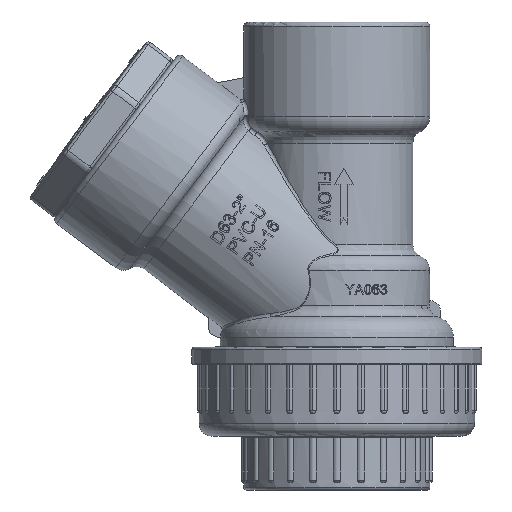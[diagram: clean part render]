
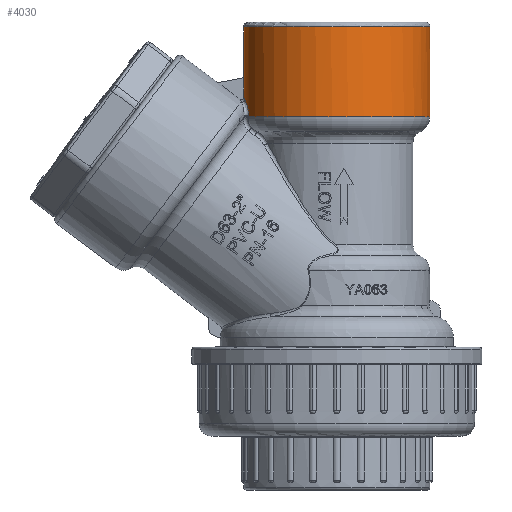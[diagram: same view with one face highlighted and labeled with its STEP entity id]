
A CAD part, left-side view. The second image highlights one B-rep face of the part: STEP entity #4030.
In plain terms, the highlighted cylindrical face has radius 37.8 mm (diameter 75.6 mm), a full revolution.
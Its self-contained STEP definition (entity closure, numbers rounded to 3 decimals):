
#209=ELLIPSE('',#16070,38.507,37.8);
#1595=LINE('',#36029,#2193);
#1596=LINE('',#36033,#2194);
#2193=VECTOR('',#18661,1.);
#2194=VECTOR('',#18664,1.);
#3120=B_SPLINE_CURVE_WITH_KNOTS('',3,(#36009,#36010,#36011,#36012,#36013,
#36014,#36015,#36016,#36017,#36018,#36019,#36020,#36021,#36022),
 .UNSPECIFIED.,.F.,.F.,(4,2,2,2,2,2,4),(0.,0.125,0.25,
0.375,0.438,0.5,1.),.UNSPECIFIED.);
#3121=B_SPLINE_CURVE_WITH_KNOTS('',3,(#36024,#36025,#36026,#36027),
 .UNSPECIFIED.,.F.,.F.,(4,4),(0.,1.),.UNSPECIFIED.);
#3122=B_SPLINE_CURVE_WITH_KNOTS('',3,(#36035,#36036,#36037,#36038),
 .UNSPECIFIED.,.F.,.F.,(4,4),(0.,1.),.UNSPECIFIED.);
#3123=B_SPLINE_CURVE_WITH_KNOTS('',3,(#36040,#36041,#36042,#36043,#36044,
#36045,#36046,#36047,#36048,#36049,#36050,#36051,#36052,#36053,#36054,#36055),
 .UNSPECIFIED.,.F.,.F.,(4,2,2,2,2,2,2,4),(0.,0.25,0.375,
0.437,0.5,0.625,0.75,
1.),.UNSPECIFIED.);
#3545=CYLINDRICAL_SURFACE('',#16072,37.8);
#4030=ADVANCED_FACE('',(#5049,#5050),#3545,.T.);
#5049=FACE_BOUND('',#5648,.T.);
#5050=FACE_BOUND('',#5649,.T.);
#5648=EDGE_LOOP('',(#8122,#8123,#8124,#8125,#8126,#8127,#8128,#8129));
#5649=EDGE_LOOP('',(#8130));
#8122=ORIENTED_EDGE('',*,*,#13367,.T.);
#8123=ORIENTED_EDGE('',*,*,#13368,.T.);
#8124=ORIENTED_EDGE('',*,*,#13369,.T.);
#8125=ORIENTED_EDGE('',*,*,#13370,.T.);
#8126=ORIENTED_EDGE('',*,*,#13371,.F.);
#8127=ORIENTED_EDGE('',*,*,#13372,.F.);
#8128=ORIENTED_EDGE('',*,*,#13373,.T.);
#8129=ORIENTED_EDGE('',*,*,#13374,.T.);
#8130=ORIENTED_EDGE('',*,*,#13375,.T.);
#11606=VERTEX_POINT('',#36007);
#11607=VERTEX_POINT('',#36008);
#11608=VERTEX_POINT('',#36023);
#11609=VERTEX_POINT('',#36028);
#11610=VERTEX_POINT('',#36030);
#11611=VERTEX_POINT('',#36032);
#11612=VERTEX_POINT('',#36034);
#11613=VERTEX_POINT('',#36039);
#11614=VERTEX_POINT('',#36057);
#13367=EDGE_CURVE('',#11606,#11607,#14928,.T.);
#13368=EDGE_CURVE('',#11607,#11608,#3120,.T.);
#13369=EDGE_CURVE('',#11608,#11609,#3121,.T.);
#13370=EDGE_CURVE('',#11609,#11610,#1595,.T.);
#13371=EDGE_CURVE('',#11611,#11610,#209,.T.);
#13372=EDGE_CURVE('',#11612,#11611,#1596,.T.);
#13373=EDGE_CURVE('',#11612,#11613,#3122,.T.);
#13374=EDGE_CURVE('',#11613,#11606,#3123,.T.);
#13375=EDGE_CURVE('',#11614,#11614,#14929,.T.);
#14928=CIRCLE('',#16069,37.8);
#14929=CIRCLE('',#16071,37.8);
#16069=AXIS2_PLACEMENT_3D('',#36006,#18659,#18660);
#16070=AXIS2_PLACEMENT_3D('',#36031,#18662,#18663);
#16071=AXIS2_PLACEMENT_3D('',#36056,#18665,#18666);
#16072=AXIS2_PLACEMENT_3D('',#36058,#18667,#18668);
#18659=DIRECTION('',(0.,0.,1.));
#18660=DIRECTION('',(-1.,0.,0.));
#18661=DIRECTION('',(0.,0.,1.));
#18662=DIRECTION('',(0.,-0.191,-0.982));
#18663=DIRECTION('',(0.,-0.982,0.191));
#18664=DIRECTION('',(0.,0.,1.));
#18665=DIRECTION('',(0.,0.,-1.));
#18666=DIRECTION('',(1.,0.,0.));
#18667=DIRECTION('',(0.,0.,1.));
#18668=DIRECTION('',(-1.,0.,0.));
#36006=CARTESIAN_POINT('',(0.,219.,110.85));
#36007=CARTESIAN_POINT('',(-12.118,254.805,110.85));
#36008=CARTESIAN_POINT('',(12.118,254.805,110.85));
#36009=CARTESIAN_POINT('',(12.118,254.805,110.85));
#36010=CARTESIAN_POINT('',(12.242,254.763,111.228));
#36011=CARTESIAN_POINT('',(12.287,254.747,111.665));
#36012=CARTESIAN_POINT('',(12.235,254.765,112.466));
#36013=CARTESIAN_POINT('',(12.128,254.802,112.909));
#36014=CARTESIAN_POINT('',(11.857,254.893,113.611));
#36015=CARTESIAN_POINT('',(11.678,254.952,113.952));
#36016=CARTESIAN_POINT('',(11.343,255.058,114.45));
#36017=CARTESIAN_POINT('',(11.221,255.096,114.613));
#36018=CARTESIAN_POINT('',(10.953,255.178,114.935));
#36019=CARTESIAN_POINT('',(10.779,255.231,115.123));
#36020=CARTESIAN_POINT('',(9.642,255.565,116.261));
#36021=CARTESIAN_POINT('',(8.28,255.924,117.059));
#36022=CARTESIAN_POINT('',(6.547,256.229,117.643));
#36023=CARTESIAN_POINT('',(6.547,256.229,117.643));
#36024=CARTESIAN_POINT('',(6.547,256.229,117.643));
#36025=CARTESIAN_POINT('',(4.894,256.519,118.2));
#36026=CARTESIAN_POINT('',(3.214,256.702,118.551));
#36027=CARTESIAN_POINT('',(1.5,256.77,118.682));
#36028=CARTESIAN_POINT('',(1.5,256.77,118.682));
#36029=CARTESIAN_POINT('',(1.5,256.77,19.5));
#36030=CARTESIAN_POINT('',(1.5,256.77,126.626));
#36031=CARTESIAN_POINT('',(0.,219.,133.968));
#36032=CARTESIAN_POINT('',(-1.5,256.77,126.626));
#36033=CARTESIAN_POINT('',(-1.5,256.77,19.5));
#36034=CARTESIAN_POINT('',(-1.5,256.77,118.682));
#36035=CARTESIAN_POINT('',(-1.5,256.77,118.682));
#36036=CARTESIAN_POINT('',(-3.214,256.702,118.551));
#36037=CARTESIAN_POINT('',(-4.894,256.519,118.2));
#36038=CARTESIAN_POINT('',(-6.547,256.229,117.643));
#36039=CARTESIAN_POINT('',(-6.547,256.229,117.643));
#36040=CARTESIAN_POINT('',(-6.547,256.229,117.643));
#36041=CARTESIAN_POINT('',(-7.412,256.077,117.351));
#36042=CARTESIAN_POINT('',(-8.185,255.91,117.007));
#36043=CARTESIAN_POINT('',(-9.209,255.663,116.409));
#36044=CARTESIAN_POINT('',(-9.528,255.581,116.197));
#36045=CARTESIAN_POINT('',(-9.973,255.461,115.858));
#36046=CARTESIAN_POINT('',(-10.116,255.422,115.742));
#36047=CARTESIAN_POINT('',(-10.39,255.344,115.503));
#36048=CARTESIAN_POINT('',(-10.492,255.315,115.41));
#36049=CARTESIAN_POINT('',(-10.961,255.177,114.941));
#36050=CARTESIAN_POINT('',(-11.229,255.094,114.618));
#36051=CARTESIAN_POINT('',(-11.677,254.952,113.954));
#36052=CARTESIAN_POINT('',(-11.839,254.899,113.658));
#36053=CARTESIAN_POINT('',(-12.3,254.744,112.463));
#36054=CARTESIAN_POINT('',(-12.366,254.721,111.609));
#36055=CARTESIAN_POINT('',(-12.118,254.805,110.85));
#36056=CARTESIAN_POINT('',(0.,219.,147.2));
#36057=CARTESIAN_POINT('',(37.8,219.,147.2));
#36058=CARTESIAN_POINT('',(0.,219.,19.5));
